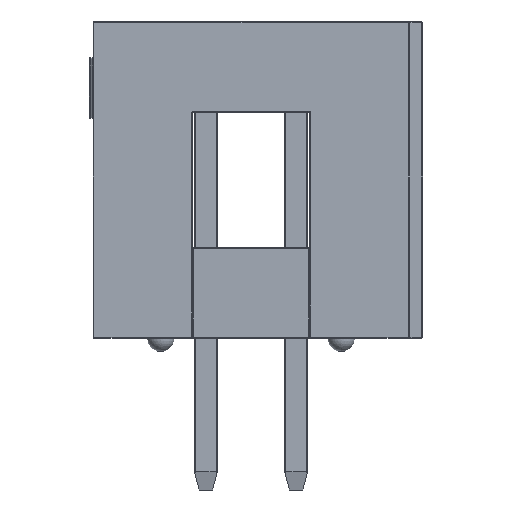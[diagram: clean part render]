
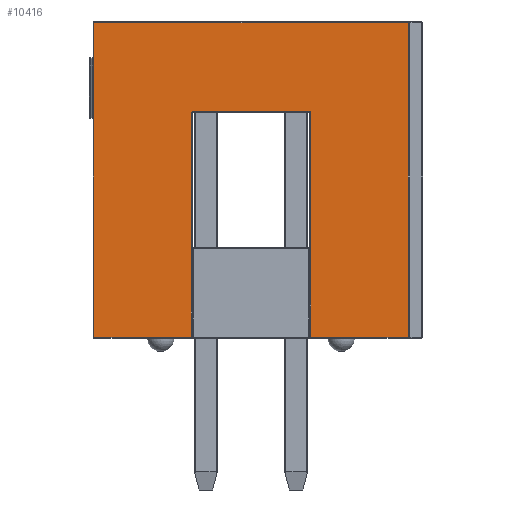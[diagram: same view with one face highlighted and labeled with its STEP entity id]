
A CAD part, left-side view. The second image highlights one B-rep face of the part: STEP entity #10416.
In plain terms, the highlighted planar face has unit normal (-1, 0, 0).
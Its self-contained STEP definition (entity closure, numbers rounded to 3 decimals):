
#758=CIRCLE('',#11165,0.051);
#900=PLANE('',#11327);
#1412=FACE_OUTER_BOUND('',#2045,.T.);
#2045=EDGE_LOOP('',(#8308,#8309,#8310,#8311,#8312,#8313,#8314,#8315,#8316));
#2547=LINE('',#15359,#3620);
#2564=LINE('',#15585,#3637);
#2568=LINE('',#15609,#3641);
#2599=LINE('',#15761,#3672);
#2601=LINE('',#15764,#3674);
#2606=LINE('',#15772,#3679);
#2609=LINE('',#15776,#3682);
#2661=LINE('',#15854,#3734);
#3620=VECTOR('',#12306,10.);
#3637=VECTOR('',#12455,10.);
#3641=VECTOR('',#12483,10.);
#3672=VECTOR('',#12664,10.);
#3674=VECTOR('',#12668,10.);
#3679=VECTOR('',#12679,10.);
#3682=VECTOR('',#12684,10.);
#3734=VECTOR('',#12788,10.);
#4777=VERTEX_POINT('',#14999);
#4814=VERTEX_POINT('',#15216);
#4833=VERTEX_POINT('',#15358);
#4878=VERTEX_POINT('',#15578);
#4887=VERTEX_POINT('',#15603);
#4888=VERTEX_POINT('',#15605);
#4913=VERTEX_POINT('',#15677);
#4914=VERTEX_POINT('',#15681);
#4927=VERTEX_POINT('',#15725);
#5850=EDGE_CURVE('',#4777,#4833,#2547,.T.);
#5915=EDGE_CURVE('',#4878,#4814,#2564,.T.);
#5925=EDGE_CURVE('',#4887,#4888,#758,.T.);
#5927=EDGE_CURVE('',#4833,#4887,#2568,.T.);
#6004=EDGE_CURVE('',#4914,#4927,#2599,.T.);
#6006=EDGE_CURVE('',#4927,#4913,#2601,.T.);
#6011=EDGE_CURVE('',#4888,#4914,#2606,.T.);
#6014=EDGE_CURVE('',#4913,#4878,#2609,.T.);
#6066=EDGE_CURVE('',#4814,#4777,#2661,.T.);
#8308=ORIENTED_EDGE('',*,*,#6004,.F.);
#8309=ORIENTED_EDGE('',*,*,#6011,.F.);
#8310=ORIENTED_EDGE('',*,*,#5925,.F.);
#8311=ORIENTED_EDGE('',*,*,#5927,.F.);
#8312=ORIENTED_EDGE('',*,*,#5850,.F.);
#8313=ORIENTED_EDGE('',*,*,#6066,.F.);
#8314=ORIENTED_EDGE('',*,*,#5915,.F.);
#8315=ORIENTED_EDGE('',*,*,#6014,.F.);
#8316=ORIENTED_EDGE('',*,*,#6006,.F.);
#10416=ADVANCED_FACE('',(#1412),#900,.T.);
#11165=AXIS2_PLACEMENT_3D('',#15606,#12477,#12478);
#11327=AXIS2_PLACEMENT_3D('',#16348,#13141,#13142);
#12306=DIRECTION('',(0.,0.,1.));
#12455=DIRECTION('',(0.,0.,-1.));
#12477=DIRECTION('center_axis',(-1.,0.,0.));
#12478=DIRECTION('ref_axis',(0.,0.707,0.707));
#12483=DIRECTION('',(0.,1.,0.));
#12664=DIRECTION('',(0.,1.,0.));
#12668=DIRECTION('',(0.,0.,1.));
#12679=DIRECTION('',(0.,0.,-1.));
#12684=DIRECTION('',(0.,-1.,0.));
#12788=DIRECTION('',(0.,1.,0.));
#13141=DIRECTION('center_axis',(-1.,0.,0.));
#13142=DIRECTION('ref_axis',(0.,-1.,0.));
#14999=CARTESIAN_POINT('',(-32.385,-1.676,0.025));
#15216=CARTESIAN_POINT('',(-32.385,-4.42,0.025));
#15358=CARTESIAN_POINT('',(-32.385,-1.676,6.375));
#15359=CARTESIAN_POINT('',(-32.385,-1.676,3.175));
#15578=CARTESIAN_POINT('',(-32.385,-4.42,8.865));
#15585=CARTESIAN_POINT('',(-32.385,-4.42,0.));
#15603=CARTESIAN_POINT('',(-32.385,1.626,6.375));
#15605=CARTESIAN_POINT('',(-32.385,1.676,6.325));
#15606=CARTESIAN_POINT('Origin',(-32.385,1.626,6.325));
#15609=CARTESIAN_POINT('',(-32.385,3.048,6.375));
#15677=CARTESIAN_POINT('',(-32.385,4.42,8.865));
#15681=CARTESIAN_POINT('',(-32.385,1.676,0.025));
#15725=CARTESIAN_POINT('',(-32.385,4.42,0.025));
#15761=CARTESIAN_POINT('',(-32.385,2.223,0.025));
#15764=CARTESIAN_POINT('',(-32.385,4.42,0.));
#15772=CARTESIAN_POINT('',(-32.385,1.676,0.));
#15776=CARTESIAN_POINT('',(-32.385,2.223,8.865));
#15854=CARTESIAN_POINT('',(-32.385,2.223,0.025));
#16348=CARTESIAN_POINT('Origin',(-32.385,4.445,0.));
